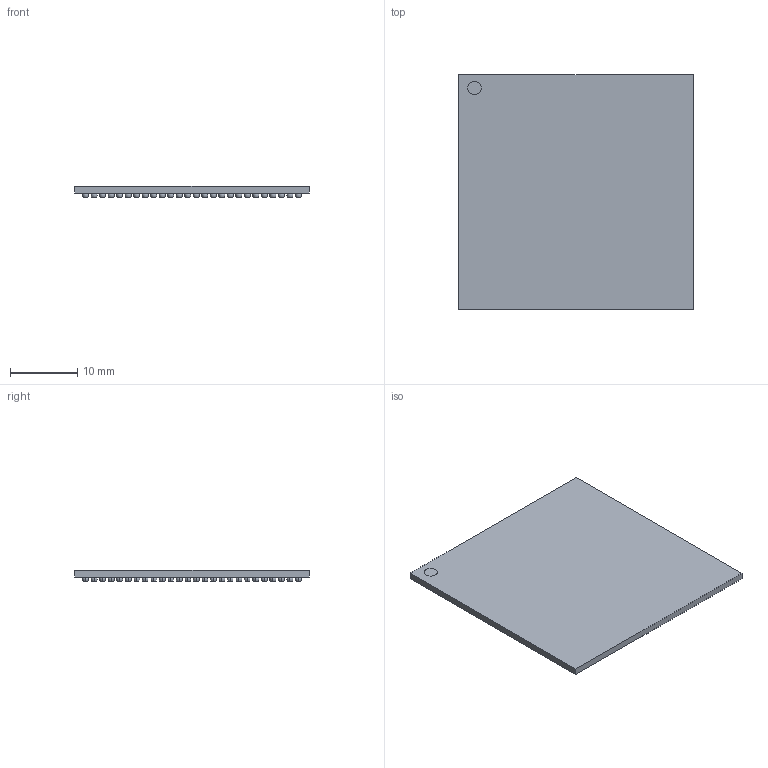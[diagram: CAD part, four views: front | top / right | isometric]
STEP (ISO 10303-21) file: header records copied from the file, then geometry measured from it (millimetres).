
FILE_DESCRIPTION((''),'2;1');
FILE_NAME('BGA352C127P26X26_3500X3500X170.stp','2012-08-08T10:21:08',(''),(''),'Mechanical Desktop 2011','Mechanical Desktop 2011',', , ');
FILE_SCHEMA(('AUTOMOTIVE_DESIGN { 1 2 10303 214 1 1 1 1 }'));
Length unit declared in the file: millimetre
Products named in the file (1): Product
Bounding box: 35 x 35 x 1.7 mm (x, y, z)
Volume: 1350.1 mm3; surface area: 3471.2 mm2
Topology: 354 solids, 354 shells, 1421 faces, 2842 edges, 2131 vertices
Faces by surface type: plane 713, sphere 704, cylinder 4
Entity records: 39475 total; most frequent: DIRECTION 8511, CARTESIAN_POINT 6393, ORIENTED_EDGE 5680, AXIS2_PLACEMENT_3D 4247, EDGE_CURVE 2840, CIRCLE 2825, VERTEX_POINT 2128, EDGE_LOOP 1422
